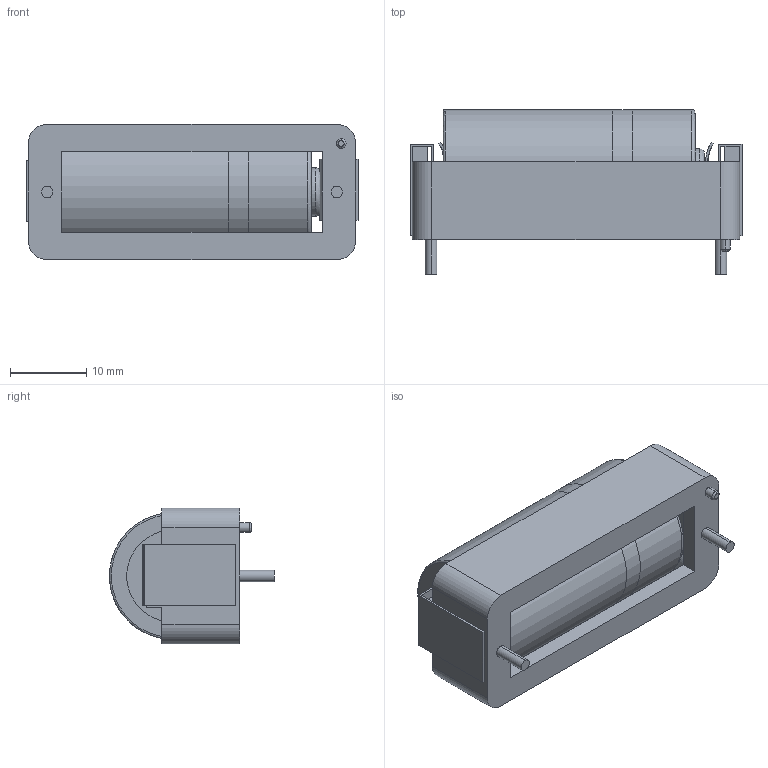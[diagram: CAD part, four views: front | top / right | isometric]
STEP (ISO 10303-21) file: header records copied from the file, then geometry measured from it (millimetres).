
FILE_DESCRIPTION (( 'STEP AP214' ), '1' );
FILE_NAME ('User Library-BH123A_assembly-1.STEP', '2016-09-15T11:32:08', ( 'Windows User' ), ( '' ), 'SwSTEP 2.0', 'SolidWorks 2016', '' );
FILE_SCHEMA (( 'AUTOMOTIVE_DESIGN' ));
Length unit declared in the file: millimetre
Products named in the file (4): User Library-BH123A_assembly-1_User Library-CR-123 BATTERY; User Library-BH123A_assembly-1_electrode3; User Library-BH123A_assembly-1_BH123A-edit; User Library-BH123A_assembly-1
Assembly tree (4 placements, depth 2):
  User Library-BH123A_assembly-1
    User Library-BH123A_assembly-1_BH123A-edit
    User Library-BH123A_assembly-1_electrode3  x2
    User Library-BH123A_assembly-1_User Library-CR-123 BATTERY
Bounding box: 43.53 x 21.63 x 17.78 mm (x, y, z)
Volume: 9287.3 mm3; surface area: 8097.3 mm2
Topology: 9 solids, 9 shells, 111 faces, 253 edges, 166 vertices
Faces by surface type: plane 72, cylinder 26, bspline 13
Entity records: 4219 total; most frequent: CARTESIAN_POINT 718, DIRECTION 459, ORIENTED_EDGE 446, EDGE_CURVE 223, AXIS2_PLACEMENT_3D 155, VECTOR 149, LINE 149, VERTEX_POINT 146
